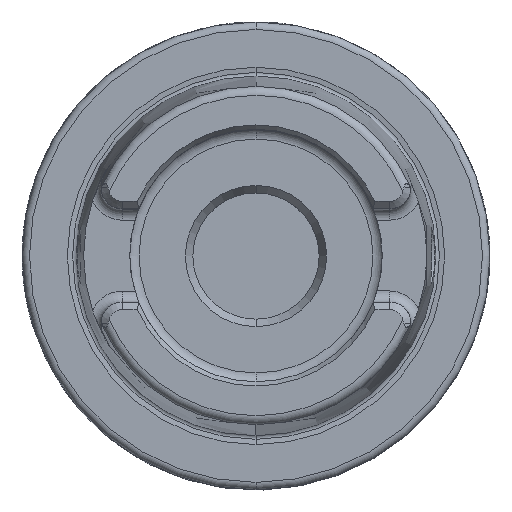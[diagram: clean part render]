
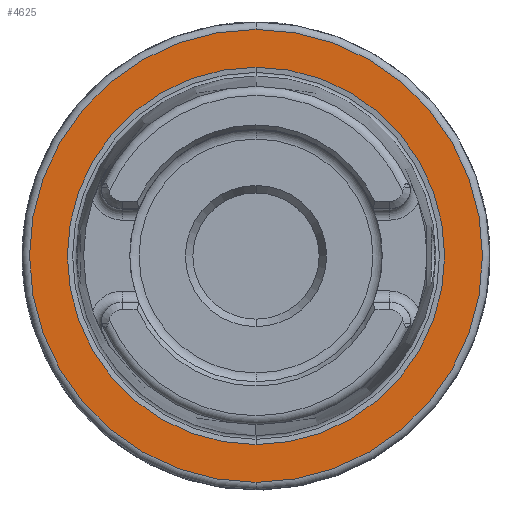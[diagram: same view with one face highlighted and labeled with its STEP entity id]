
A CAD part, top view. The second image highlights one B-rep face of the part: STEP entity #4625.
In plain terms, the highlighted planar face has unit normal (0, 0, 1).
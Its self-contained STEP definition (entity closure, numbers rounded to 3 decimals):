
#1264=CARTESIAN_POINT('',(0,0,26));
#1265=DIRECTION('',(0,0,-1));
#1266=DIRECTION('',(0,1,0));
#1267=AXIS2_PLACEMENT_3D('',#1264,#1265,#1266);
#1277=CARTESIAN_POINT('',(0,0,26));
#1278=DIRECTION('',(0,0,1));
#1279=DIRECTION('',(0,1,0));
#1280=AXIS2_PLACEMENT_3D('',#1277,#1278,#1279);
#1282=CARTESIAN_POINT('',(0,0,26));
#1283=DIRECTION('',(0,0,1));
#1284=DIRECTION('',(0,1,0));
#1285=AXIS2_PLACEMENT_3D('',#1282,#1283,#1284);
#1287=CARTESIAN_POINT('',(0,0,26));
#1288=DIRECTION('',(0,0,1));
#1289=DIRECTION('',(0,-1,0));
#1290=AXIS2_PLACEMENT_3D('',#1287,#1288,#1289);
#2836=CARTESIAN_POINT('',(0,25.409,26));
#2838=VERTEX_POINT('',#2836);
#2872=CARTESIAN_POINT('',(0,-25.409,26));
#2874=VERTEX_POINT('',#2872);
#2938=CARTESIAN_POINT('',(0,30.5,26));
#2939=CARTESIAN_POINT('',(0,-30.5,26));
#2940=VERTEX_POINT('',#2938);
#2941=VERTEX_POINT('',#2939);
#4610=CARTESIAN_POINT('',(0,0,26));
#4611=DIRECTION('',(0,0,-1));
#4612=DIRECTION('',(0,-1,0));
#4613=AXIS2_PLACEMENT_3D('',#4610,#4611,#4612);
#4614=PLANE('',#4613);
#4616=ORIENTED_EDGE('',*,*,#4615,.F.);
#4618=ORIENTED_EDGE('',*,*,#4617,.F.);
#4619=EDGE_LOOP('',(#4616,#4618));
#4620=FACE_OUTER_BOUND('',#4619,.F.);
#4621=ORIENTED_EDGE('',*,*,#4605,.T.);
#4622=ORIENTED_EDGE('',*,*,#4589,.F.);
#4623=EDGE_LOOP('',(#4621,#4622));
#4624=FACE_BOUND('',#4623,.F.);
#4625=ADVANCED_FACE('',(#4620,#4624),#4614,.F.);
#1268=CIRCLE('',#1267,25.409);
#1281=CIRCLE('',#1280,25.409);
#1286=CIRCLE('',#1285,30.5);
#1291=CIRCLE('',#1290,30.5);
#4589=EDGE_CURVE('',#2838,#2874,#1268,.T.);
#4605=EDGE_CURVE('',#2838,#2874,#1281,.T.);
#4615=EDGE_CURVE('',#2940,#2941,#1286,.T.);
#4617=EDGE_CURVE('',#2941,#2940,#1291,.T.);
